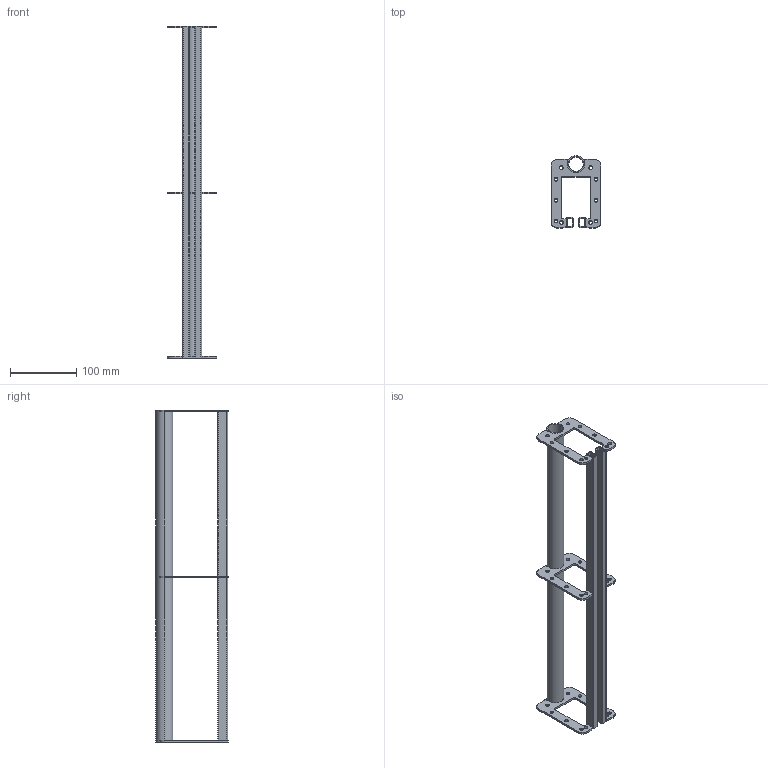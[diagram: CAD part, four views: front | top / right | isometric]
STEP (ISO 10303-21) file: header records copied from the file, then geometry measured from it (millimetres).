
FILE_DESCRIPTION (( 'STEP AP203' ), '1' );
FILE_NAME ('T63706.STEP', '2018-08-15T15:27:33', ( '' ), ( '' ), 'SwSTEP 2.0', 'SolidWorks 2016', '' );
FILE_SCHEMA (( 'CONFIG_CONTROL_DESIGN' ));
Length unit declared in the file: millimetre
Products named in the file (4): T63706; 15 X 10 X 1.5 ERW - RHS_15 X 10 X 1.5 ERW X 0.5M LG; TH2677; 1'''' DIA X 16 SWG ERW - CHS_1" DIA X 16 SWG ERW X 0.5M LG
Assembly tree (6 placements, depth 2):
  T63706
    1'''' DIA X 16 SWG ERW - CHS_1" DIA X 16 SWG ERW X 0.5M LG
    15 X 10 X 1.5 ERW - RHS_15 X 10 X 1.5 ERW X 0.5M LG  x2
    TH2677  x3
Bounding box: 75 x 108.7 x 500 mm (x, y, z)
Volume: 158723 mm3; surface area: 189559.2 mm2
Topology: 6 solids, 6 shells, 184 faces, 516 edges, 344 vertices
Faces by surface type: cylinder 105, plane 79
Entity records: 2812 total; most frequent: DIRECTION 428, CARTESIAN_POINT 399, ORIENTED_EDGE 384, EDGE_CURVE 192, AXIS2_PLACEMENT_3D 157, VERTEX_POINT 128, LINE 114, VECTOR 114
